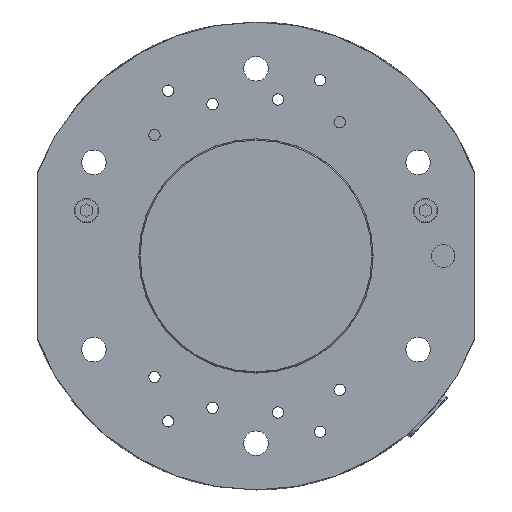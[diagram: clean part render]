
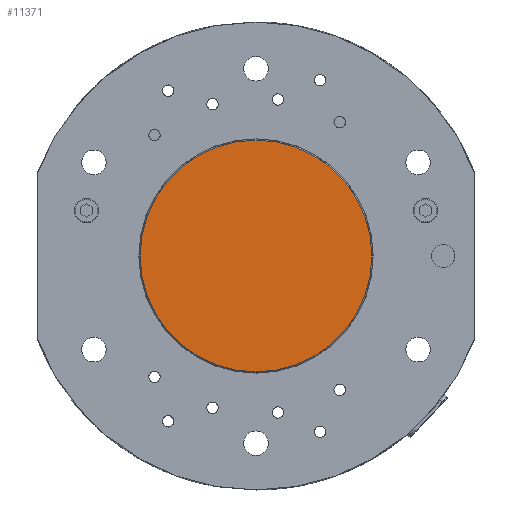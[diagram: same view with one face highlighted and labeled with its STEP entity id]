
A CAD part, front view. The second image highlights one B-rep face of the part: STEP entity #11371.
In plain terms, the highlighted planar face has unit normal (0, -1, 0).
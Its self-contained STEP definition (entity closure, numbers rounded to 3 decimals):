
#11355=CARTESIAN_POINT('',(0.,0.,0.));
#11356=DIRECTION('',(0.,1.,0.));
#11357=DIRECTION('',(0.,0.,1.));
#11358=AXIS2_PLACEMENT_3D('',#11355,#11356,#11357);
#11359=PLANE('',#11358);
#11360=CARTESIAN_POINT('',(-0.,0.,49.5));
#11361=VERTEX_POINT('',#11360);
#11362=CARTESIAN_POINT('',(0.,0.,0.));
#11363=DIRECTION('',(-0.,1.,0.));
#11364=DIRECTION('',(0.,0.,1.));
#11365=AXIS2_PLACEMENT_3D('',#11362,#11363,#11364);
#11366=CIRCLE('',#11365,49.5);
#11367=EDGE_CURVE('',#11361,#11361,#11366,.T.);
#11368=ORIENTED_EDGE('',*,*,#11367,.F.);
#11369=EDGE_LOOP('',(#11368));
#11370=FACE_BOUND('',#11369,.T.);
#11371=ADVANCED_FACE('',(#11370),#11359,.F.);
